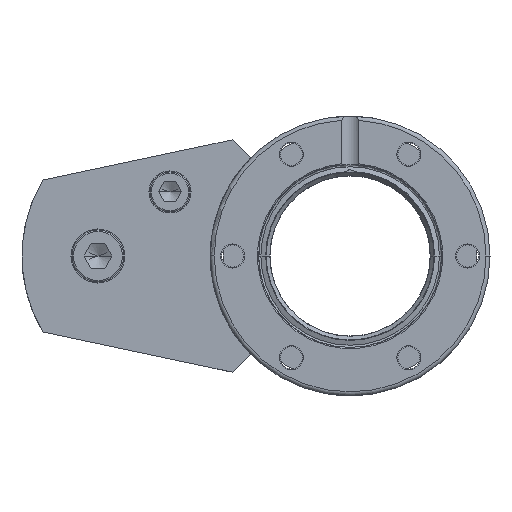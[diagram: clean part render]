
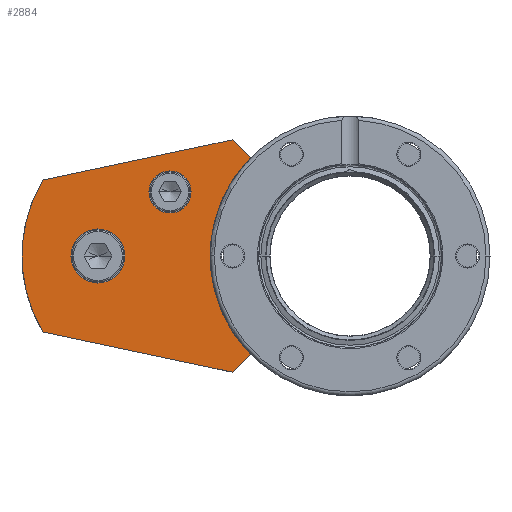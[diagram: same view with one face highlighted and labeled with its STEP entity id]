
A CAD part, front view. The second image highlights one B-rep face of the part: STEP entity #2884.
In plain terms, the highlighted face is planar.
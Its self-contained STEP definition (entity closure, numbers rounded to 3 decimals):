
#2341=CARTESIAN_POINT('',(0.,45.,12.));
#2342=DIRECTION('',(0.,0.,1.));
#2343=DIRECTION('',(0.512,0.859,0.));
#2344=AXIS2_PLACEMENT_3D('',#2341,#2342,#2343);
#2346=DIRECTION('',(-0.208,0.978,0.));
#2347=VECTOR('',#2346,48.329);
#2348=CARTESIAN_POINT('',(29.,29.505,12.));
#2349=LINE('',#2348,#2347);
#2350=DIRECTION('',(0.707,0.707,0.));
#2351=VECTOR('',#2350,6.371);
#2352=CARTESIAN_POINT('',(24.495,25.,12.));
#2353=LINE('',#2352,#2351);
#2354=CARTESIAN_POINT('',(0.,0.,12.));
#2355=DIRECTION('',(0.,0.,-1.));
#2356=DIRECTION('',(-0.7,0.714,0.));
#2357=AXIS2_PLACEMENT_3D('',#2354,#2355,#2356);
#2359=DIRECTION('',(0.707,-0.707,0.));
#2360=VECTOR('',#2359,6.371);
#2361=CARTESIAN_POINT('',(-29.,29.505,12.));
#2362=LINE('',#2361,#2360);
#2363=DIRECTION('',(-0.208,-0.978,0.));
#2364=VECTOR('',#2363,48.329);
#2365=CARTESIAN_POINT('',(-18.952,76.778,12.));
#2366=LINE('',#2365,#2364);
#2367=CARTESIAN_POINT('',(0.,63.,12.));
#2368=DIRECTION('',(0.,0.,1.));
#2369=DIRECTION('',(0.,1.,0.));
#2370=AXIS2_PLACEMENT_3D('',#2367,#2368,#2369);
#2372=CARTESIAN_POINT('',(0.,63.,12.));
#2373=DIRECTION('',(0.,0.,1.));
#2374=DIRECTION('',(0.,-1.,0.));
#2375=AXIS2_PLACEMENT_3D('',#2372,#2373,#2374);
#2377=CARTESIAN_POINT('',(16.,45.,12.));
#2378=DIRECTION('',(0.,0.,-1.));
#2379=DIRECTION('',(0.,1.,0.));
#2380=AXIS2_PLACEMENT_3D('',#2377,#2378,#2379);
#2382=CARTESIAN_POINT('',(16.,45.,12.));
#2383=DIRECTION('',(0.,0.,-1.));
#2384=DIRECTION('',(0.,-1.,0.));
#2385=AXIS2_PLACEMENT_3D('',#2382,#2383,#2384);
#2635=CARTESIAN_POINT('',(18.952,76.778,12.));
#2636=CARTESIAN_POINT('',(-18.952,76.778,12.));
#2637=VERTEX_POINT('',#2635);
#2638=VERTEX_POINT('',#2636);
#2639=CARTESIAN_POINT('',(-29.,29.505,12.));
#2640=VERTEX_POINT('',#2639);
#2641=CARTESIAN_POINT('',(-24.495,25.,12.));
#2642=VERTEX_POINT('',#2641);
#2643=CARTESIAN_POINT('',(24.495,25.,12.));
#2644=VERTEX_POINT('',#2643);
#2645=CARTESIAN_POINT('',(29.,29.505,12.));
#2646=VERTEX_POINT('',#2645);
#2683=CARTESIAN_POINT('',(0.,69.75,12.));
#2684=CARTESIAN_POINT('',(0.,56.25,12.));
#2685=VERTEX_POINT('',#2683);
#2686=VERTEX_POINT('',#2684);
#2703=CARTESIAN_POINT('',(16.,50.25,12.));
#2704=CARTESIAN_POINT('',(16.,39.75,12.));
#2705=VERTEX_POINT('',#2703);
#2706=VERTEX_POINT('',#2704);
#2859=CARTESIAN_POINT('',(0.,0.,12.));
#2860=DIRECTION('',(0.,0.,1.));
#2861=DIRECTION('',(1.,0.,0.));
#2862=AXIS2_PLACEMENT_3D('',#2859,#2860,#2861);
#2863=PLANE('',#2862);
#2864=ORIENTED_EDGE('',*,*,#2771,.F.);
#2865=ORIENTED_EDGE('',*,*,#2786,.F.);
#2866=ORIENTED_EDGE('',*,*,#2800,.F.);
#2867=ORIENTED_EDGE('',*,*,#2814,.F.);
#2868=ORIENTED_EDGE('',*,*,#2828,.F.);
#2869=ORIENTED_EDGE('',*,*,#2841,.F.);
#2870=EDGE_LOOP('',(#2864,#2865,#2866,#2867,#2868,#2869));
#2871=FACE_OUTER_BOUND('',#2870,.F.);
#2873=ORIENTED_EDGE('',*,*,#2872,.T.);
#2875=ORIENTED_EDGE('',*,*,#2874,.T.);
#2876=EDGE_LOOP('',(#2873,#2875));
#2877=FACE_BOUND('',#2876,.F.);
#2879=ORIENTED_EDGE('',*,*,#2878,.F.);
#2881=ORIENTED_EDGE('',*,*,#2880,.F.);
#2882=EDGE_LOOP('',(#2879,#2881));
#2883=FACE_BOUND('',#2882,.F.);
#2884=ADVANCED_FACE('',(#2871,#2877,#2883),#2863,.T.);
#2345=CIRCLE('',#2344,37.);
#2358=CIRCLE('',#2357,35.);
#2371=CIRCLE('',#2370,6.75);
#2376=CIRCLE('',#2375,6.75);
#2381=CIRCLE('',#2380,5.25);
#2386=CIRCLE('',#2385,5.25);
#2771=EDGE_CURVE('',#2637,#2638,#2345,.T.);
#2786=EDGE_CURVE('',#2646,#2637,#2349,.T.);
#2800=EDGE_CURVE('',#2644,#2646,#2353,.T.);
#2814=EDGE_CURVE('',#2642,#2644,#2358,.T.);
#2828=EDGE_CURVE('',#2640,#2642,#2362,.T.);
#2841=EDGE_CURVE('',#2638,#2640,#2366,.T.);
#2872=EDGE_CURVE('',#2685,#2686,#2371,.T.);
#2874=EDGE_CURVE('',#2686,#2685,#2376,.T.);
#2878=EDGE_CURVE('',#2705,#2706,#2381,.T.);
#2880=EDGE_CURVE('',#2706,#2705,#2386,.T.);
